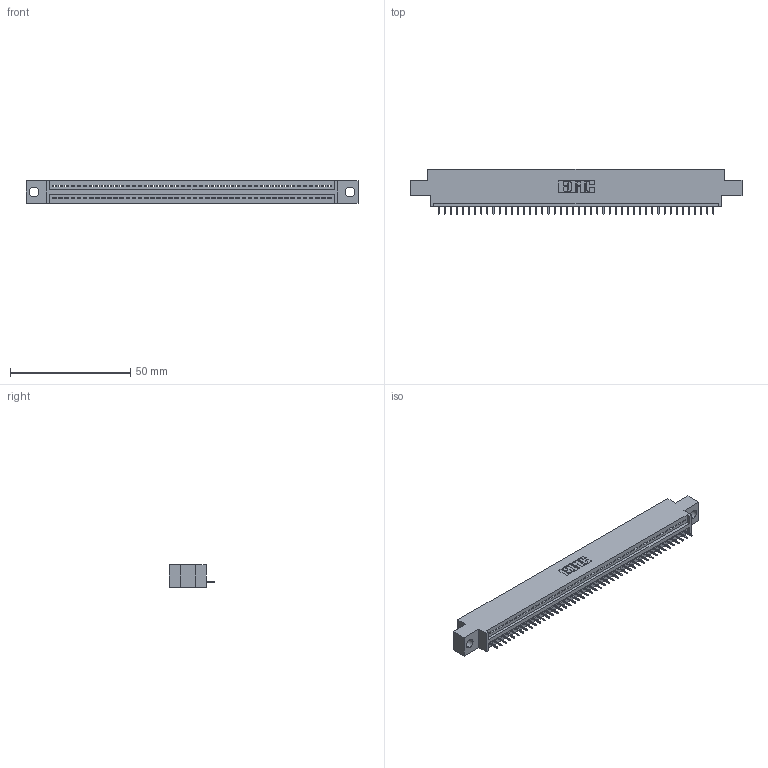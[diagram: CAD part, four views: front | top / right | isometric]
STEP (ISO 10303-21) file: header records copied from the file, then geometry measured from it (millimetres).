
FILE_DESCRIPTION (( 'STEP AP203' ), '1' );
FILE_NAME ('895-046-525-604.STEP', '2020-09-27T05:38:41', ( '' ), ( '' ), 'SwSTEP 2.0', 'SolidWorks 2020', '' );
FILE_SCHEMA (( 'CONFIG_CONTROL_DESIGN' ));
Length unit declared in the file: inch
Products named in the file (3): 345-292-001_345-293-125; 895-046-525-604; 845 Part_0.170 Offset - 0.156 Dia-TH
Assembly tree (47 placements, depth 2):
  895-046-525-604
    845 Part_0.170 Offset - 0.156 Dia-TH
    345-292-001_345-293-125  x46
Bounding box: 138.05 x 18.72 x 9.4 mm (x, y, z)
Volume: 12755.7 mm3; surface area: 16314.6 mm2
Topology: 47 solids, 47 shells, 2982 faces, 8633 edges, 5570 vertices
Faces by surface type: plane 2200, cylinder 782
Entity records: 34291 total; most frequent: CARTESIAN_POINT 5946, ORIENTED_EDGE 5926, DIRECTION 5187, EDGE_CURVE 2963, LINE 2651, VECTOR 2651, VERTEX_POINT 1970, AXIS2_PLACEMENT_3D 1268
